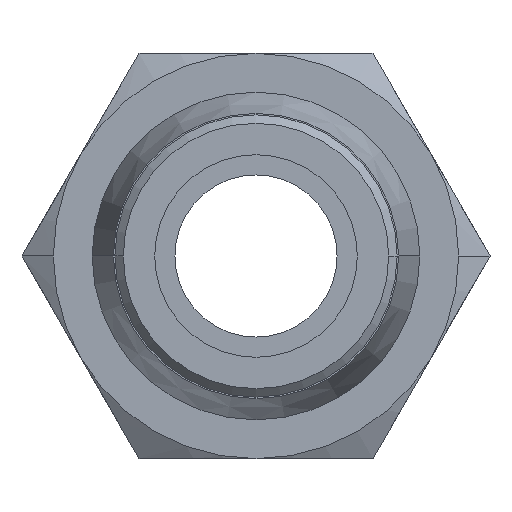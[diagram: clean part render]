
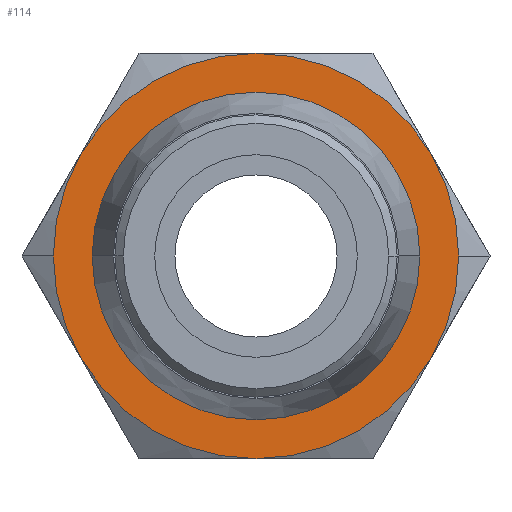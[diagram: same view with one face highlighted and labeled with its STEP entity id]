
A CAD part, left-side view. The second image highlights one B-rep face of the part: STEP entity #114.
In plain terms, the highlighted planar face has unit normal (-1, 0, 0).
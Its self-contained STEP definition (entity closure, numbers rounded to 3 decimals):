
#114=ADVANCED_FACE('',(#261,#262),#263,.T.);
#261=FACE_BOUND('',#449,.T.);
#262=FACE_OUTER_BOUND('',#450,.T.);
#263=PLANE('',#451);
#449=EDGE_LOOP('',(#871,#872));
#450=EDGE_LOOP('',(#873,#874,#875,#876,#877,#878,#879,#880));
#451=AXIS2_PLACEMENT_3D('',#881,#882,#883);
#871=ORIENTED_EDGE('',*,*,#1200,.T.);
#872=ORIENTED_EDGE('',*,*,#1250,.T.);
#873=ORIENTED_EDGE('',*,*,#1276,.T.);
#874=ORIENTED_EDGE('',*,*,#1177,.T.);
#875=ORIENTED_EDGE('',*,*,#1280,.T.);
#876=ORIENTED_EDGE('',*,*,#1266,.T.);
#877=ORIENTED_EDGE('',*,*,#1179,.T.);
#878=ORIENTED_EDGE('',*,*,#1269,.T.);
#879=ORIENTED_EDGE('',*,*,#1271,.T.);
#880=ORIENTED_EDGE('',*,*,#1275,.T.);
#881=CARTESIAN_POINT('',(-35.0,6.0,0.0));
#882=DIRECTION('',(-1.0,0.,0.0));
#883=DIRECTION('',(0.,1.0,0.0));
#1177=EDGE_CURVE('',#1370,#1372,#1374,.T.);
#1179=EDGE_CURVE('',#1378,#1375,#1379,.T.);
#1200=EDGE_CURVE('',#1417,#1415,#1418,.T.);
#1250=EDGE_CURVE('',#1415,#1417,#1496,.T.);
#1266=EDGE_CURVE('',#1519,#1378,#1520,.T.);
#1269=EDGE_CURVE('',#1375,#1522,#1524,.T.);
#1271=EDGE_CURVE('',#1522,#1526,#1528,.T.);
#1275=EDGE_CURVE('',#1526,#1532,#1534,.T.);
#1276=EDGE_CURVE('',#1532,#1370,#1535,.T.);
#1280=EDGE_CURVE('',#1372,#1519,#1540,.T.);
#1370=VERTEX_POINT('',#1670);
#1372=VERTEX_POINT('',#1673);
#1374=CIRCLE('',#1686,12.0);
#1375=VERTEX_POINT('',#1687);
#1378=VERTEX_POINT('',#1691);
#1379=CIRCLE('',#1692,12.0);
#1415=VERTEX_POINT('',#1749);
#1417=VERTEX_POINT('',#1752);
#1418=CIRCLE('',#1753,9.7);
#1496=CIRCLE('',#1850,9.7);
#1519=VERTEX_POINT('',#1890);
#1520=CIRCLE('',#1891,12.0);
#1522=VERTEX_POINT('',#1904);
#1524=CIRCLE('',#1917,12.0);
#1526=VERTEX_POINT('',#1919);
#1528=CIRCLE('',#1932,12.0);
#1532=VERTEX_POINT('',#1958);
#1534=CIRCLE('',#1971,12.0);
#1535=CIRCLE('',#1972,12.0);
#1540=CIRCLE('',#2010,12.0);
#1670=CARTESIAN_POINT('',(-35.0,12.0,0.));
#1673=CARTESIAN_POINT('',(-35.0,10.392,-6.0));
#1686=AXIS2_PLACEMENT_3D('',#2424,#2425,#2426);
#1687=CARTESIAN_POINT('',(-35.0,-12.0,0.));
#1691=CARTESIAN_POINT('',(-35.0,-10.392,-6.0));
#1692=AXIS2_PLACEMENT_3D('',#2428,#2429,#2430);
#1749=CARTESIAN_POINT('',(-35.0,9.7,0.));
#1752=CARTESIAN_POINT('',(-35.0,-9.7,0.));
#1753=AXIS2_PLACEMENT_3D('',#2466,#2467,#2468);
#1850=AXIS2_PLACEMENT_3D('',#2578,#2579,#2580);
#1890=CARTESIAN_POINT('',(-35.0,0.,-12.0));
#1891=AXIS2_PLACEMENT_3D('',#2611,#2612,#2613);
#1904=CARTESIAN_POINT('',(-35.0,-10.392,6.0));
#1917=AXIS2_PLACEMENT_3D('',#2614,#2615,#2616);
#1919=CARTESIAN_POINT('',(-35.0,0.,12.0));
#1932=AXIS2_PLACEMENT_3D('',#2617,#2618,#2619);
#1958=CARTESIAN_POINT('',(-35.0,10.392,6.0));
#1971=AXIS2_PLACEMENT_3D('',#2620,#2621,#2622);
#1972=AXIS2_PLACEMENT_3D('',#2623,#2624,#2625);
#2010=AXIS2_PLACEMENT_3D('',#2626,#2627,#2628);
#2424=CARTESIAN_POINT('',(-35.0,0.,0.0));
#2425=DIRECTION('',(-1.0,0.,0.0));
#2426=DIRECTION('',(0.,1.0,0.0));
#2428=CARTESIAN_POINT('',(-35.0,0.,0.0));
#2429=DIRECTION('',(-1.0,0.,0.0));
#2430=DIRECTION('',(0.,1.0,0.0));
#2466=CARTESIAN_POINT('',(-35.0,0.0,0.));
#2467=DIRECTION('',(1.0,0.,0.0));
#2468=DIRECTION('',(0.,1.0,0.0));
#2578=CARTESIAN_POINT('',(-35.0,0.0,0.));
#2579=DIRECTION('',(1.0,0.,0.0));
#2580=DIRECTION('',(0.,1.0,0.0));
#2611=CARTESIAN_POINT('',(-35.0,0.,0.0));
#2612=DIRECTION('',(-1.0,0.,0.0));
#2613=DIRECTION('',(0.,1.0,0.0));
#2614=CARTESIAN_POINT('',(-35.0,0.,0.0));
#2615=DIRECTION('',(-1.0,0.,0.0));
#2616=DIRECTION('',(0.,1.0,0.0));
#2617=CARTESIAN_POINT('',(-35.0,0.,0.0));
#2618=DIRECTION('',(-1.0,0.,0.0));
#2619=DIRECTION('',(0.,1.0,0.0));
#2620=CARTESIAN_POINT('',(-35.0,0.,0.0));
#2621=DIRECTION('',(-1.0,0.,0.0));
#2622=DIRECTION('',(0.,1.0,0.0));
#2623=CARTESIAN_POINT('',(-35.0,0.,0.0));
#2624=DIRECTION('',(-1.0,0.,0.0));
#2625=DIRECTION('',(0.,1.0,0.0));
#2626=CARTESIAN_POINT('',(-35.0,0.,0.0));
#2627=DIRECTION('',(-1.0,0.,0.0));
#2628=DIRECTION('',(0.,1.0,0.0));
